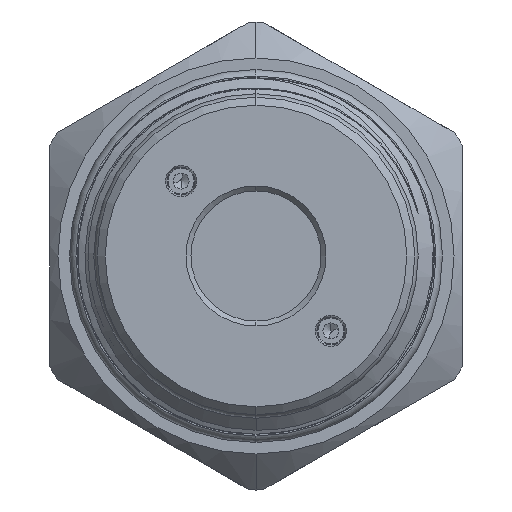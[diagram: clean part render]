
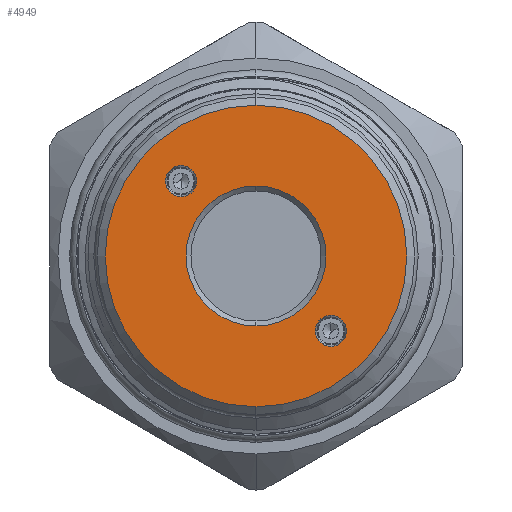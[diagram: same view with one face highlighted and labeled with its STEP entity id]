
A CAD part, left-side view. The second image highlights one B-rep face of the part: STEP entity #4949.
In plain terms, the highlighted planar face has unit normal (-1, 0, 0).
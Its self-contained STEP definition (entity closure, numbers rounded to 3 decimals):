
#397 = EDGE_CURVE ( 'NONE', #13170, #7147, #1311, .T. ) ;
#506 = CARTESIAN_POINT ( 'NONE',  ( 5.485, 0., -15.075 ) ) ;
#805 = EDGE_LOOP ( 'NONE', ( #3722, #14459 ) ) ;
#1008 = DIRECTION ( 'NONE',  ( 1., 0., 0. ) ) ;
#1045 = VERTEX_POINT ( 'NONE', #2310 ) ;
#1108 = DIRECTION ( 'NONE',  ( 0., 0., 1. ) ) ;
#1160 = AXIS2_PLACEMENT_3D ( 'NONE', #1988, #14492, #1899 ) ;
#1221 = CARTESIAN_POINT ( 'NONE',  ( 5.485, 7.495, 7.495 ) ) ;
#1224 = CIRCLE ( 'NONE', #7693, 7. ) ;
#1311 = CIRCLE ( 'NONE', #2270, 7. ) ;
#1443 = DIRECTION ( 'NONE',  ( 0., 0., -1. ) ) ;
#1642 = EDGE_LOOP ( 'NONE', ( #5022, #6388 ) ) ;
#1899 = DIRECTION ( 'NONE',  ( 0., 0., -1. ) ) ;
#1988 = CARTESIAN_POINT ( 'NONE',  ( 5.485, 0., 0. ) ) ;
#2270 = AXIS2_PLACEMENT_3D ( 'NONE', #12237, #1008, #7684 ) ;
#2310 = CARTESIAN_POINT ( 'NONE',  ( 5.485, 7.495, 9.056 ) ) ;
#2518 = DIRECTION ( 'NONE',  ( 0., 0., -1. ) ) ;
#2693 = CARTESIAN_POINT ( 'NONE',  ( 5.485, -7.495, -5.935 ) ) ;
#2774 = AXIS2_PLACEMENT_3D ( 'NONE', #10346, #5918, #2518 ) ;
#2936 = CARTESIAN_POINT ( 'NONE',  ( 5.485, -7.495, -7.495 ) ) ;
#3543 = FACE_BOUND ( 'NONE', #805, .T. ) ;
#3722 = ORIENTED_EDGE ( 'NONE', *, *, #8219, .F. ) ;
#3790 = CARTESIAN_POINT ( 'NONE',  ( 5.485, -7.495, -7.495 ) ) ;
#3803 = CIRCLE ( 'NONE', #2774, 15.075 ) ;
#3977 = CARTESIAN_POINT ( 'NONE',  ( 5.485, 0., 7. ) ) ;
#4492 = CIRCLE ( 'NONE', #7443, 1.561 ) ;
#4949 = ADVANCED_FACE ( 'NONE', ( #11701, #7258, #4958, #3543 ), #5608, .F. ) ;
#4958 = FACE_OUTER_BOUND ( 'NONE', #1642, .T. ) ;
#5020 = VERTEX_POINT ( 'NONE', #6709 ) ;
#5022 = ORIENTED_EDGE ( 'NONE', *, *, #14524, .T. ) ;
#5400 = VERTEX_POINT ( 'NONE', #506 ) ;
#5608 = PLANE ( 'NONE',  #6198 ) ;
#5785 = AXIS2_PLACEMENT_3D ( 'NONE', #2936, #7348, #9729 ) ;
#5824 = DIRECTION ( 'NONE',  ( 0., 0., 1. ) ) ;
#5825 = EDGE_LOOP ( 'NONE', ( #11851, #6908 ) ) ;
#5880 = CARTESIAN_POINT ( 'NONE',  ( 5.485, 7.495, 7.495 ) ) ;
#5918 = DIRECTION ( 'NONE',  ( -1., 0., 0. ) ) ;
#6034 = EDGE_CURVE ( 'NONE', #11233, #1045, #7078, .T. ) ;
#6193 = CARTESIAN_POINT ( 'NONE',  ( 5.485, 0., 15.075 ) ) ;
#6198 = AXIS2_PLACEMENT_3D ( 'NONE', #11284, #11386, #14625 ) ;
#6388 = ORIENTED_EDGE ( 'NONE', *, *, #13688, .T. ) ;
#6709 = CARTESIAN_POINT ( 'NONE',  ( 5.485, -7.495, -9.056 ) ) ;
#6908 = ORIENTED_EDGE ( 'NONE', *, *, #6034, .F. ) ;
#7078 = CIRCLE ( 'NONE', #11643, 1.561 ) ;
#7147 = VERTEX_POINT ( 'NONE', #9333 ) ;
#7199 = DIRECTION ( 'NONE',  ( -1., 0., 0. ) ) ;
#7237 = EDGE_CURVE ( 'NONE', #1045, #11233, #11838, .T. ) ;
#7258 = FACE_BOUND ( 'NONE', #5825, .T. ) ;
#7348 = DIRECTION ( 'NONE',  ( -1., 0., 0. ) ) ;
#7443 = AXIS2_PLACEMENT_3D ( 'NONE', #3790, #7199, #1443 ) ;
#7640 = AXIS2_PLACEMENT_3D ( 'NONE', #1221, #7744, #1108 ) ;
#7684 = DIRECTION ( 'NONE',  ( 0., 0., -1. ) ) ;
#7693 = AXIS2_PLACEMENT_3D ( 'NONE', #13171, #13215, #13267 ) ;
#7744 = DIRECTION ( 'NONE',  ( -1., 0., 0. ) ) ;
#8039 = ORIENTED_EDGE ( 'NONE', *, *, #12756, .T. ) ;
#8219 = EDGE_CURVE ( 'NONE', #5020, #8582, #8986, .T. ) ;
#8582 = VERTEX_POINT ( 'NONE', #2693 ) ;
#8986 = CIRCLE ( 'NONE', #5785, 1.561 ) ;
#9333 = CARTESIAN_POINT ( 'NONE',  ( 5.485, 0., -7. ) ) ;
#9649 = VERTEX_POINT ( 'NONE', #6193 ) ;
#9729 = DIRECTION ( 'NONE',  ( 0., 0., -1. ) ) ;
#10346 = CARTESIAN_POINT ( 'NONE',  ( 5.485, 0., 0. ) ) ;
#10407 = CARTESIAN_POINT ( 'NONE',  ( 5.485, 7.495, 5.935 ) ) ;
#11233 = VERTEX_POINT ( 'NONE', #10407 ) ;
#11284 = CARTESIAN_POINT ( 'NONE',  ( 5.485, 0., 0. ) ) ;
#11386 = DIRECTION ( 'NONE',  ( 1., 0., 0. ) ) ;
#11643 = AXIS2_PLACEMENT_3D ( 'NONE', #5880, #13745, #5824 ) ;
#11701 = FACE_BOUND ( 'NONE', #12926, .T. ) ;
#11838 = CIRCLE ( 'NONE', #7640, 1.561 ) ;
#11851 = ORIENTED_EDGE ( 'NONE', *, *, #7237, .F. ) ;
#12237 = CARTESIAN_POINT ( 'NONE',  ( 5.485, 0., 0. ) ) ;
#12442 = CIRCLE ( 'NONE', #1160, 15.075 ) ;
#12756 = EDGE_CURVE ( 'NONE', #7147, #13170, #1224, .T. ) ;
#12793 = ORIENTED_EDGE ( 'NONE', *, *, #397, .T. ) ;
#12926 = EDGE_LOOP ( 'NONE', ( #12793, #8039 ) ) ;
#13170 = VERTEX_POINT ( 'NONE', #3977 ) ;
#13171 = CARTESIAN_POINT ( 'NONE',  ( 5.485, 0., 0. ) ) ;
#13215 = DIRECTION ( 'NONE',  ( 1., 0., 0. ) ) ;
#13267 = DIRECTION ( 'NONE',  ( 0., 0., -1. ) ) ;
#13688 = EDGE_CURVE ( 'NONE', #9649, #5400, #3803, .T. ) ;
#13745 = DIRECTION ( 'NONE',  ( -1., 0., 0. ) ) ;
#14243 = EDGE_CURVE ( 'NONE', #8582, #5020, #4492, .T. ) ;
#14459 = ORIENTED_EDGE ( 'NONE', *, *, #14243, .F. ) ;
#14492 = DIRECTION ( 'NONE',  ( -1., 0., 0. ) ) ;
#14524 = EDGE_CURVE ( 'NONE', #5400, #9649, #12442, .T. ) ;
#14625 = DIRECTION ( 'NONE',  ( 0., 0., -1. ) ) ;
